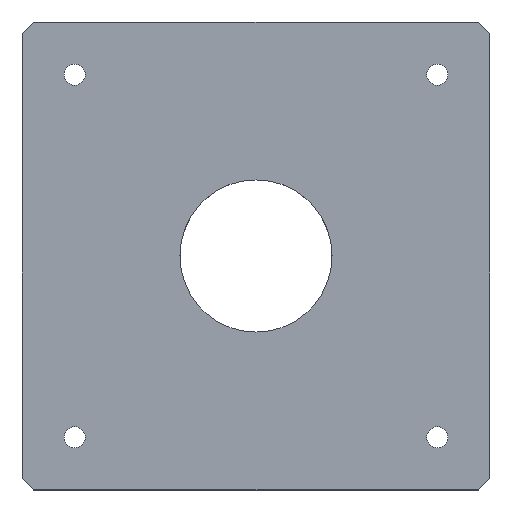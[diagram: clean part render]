
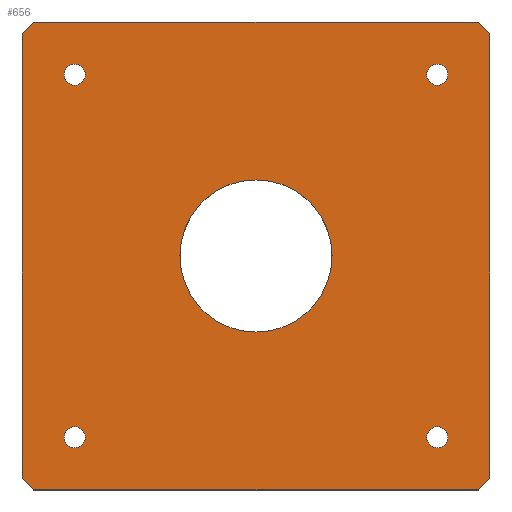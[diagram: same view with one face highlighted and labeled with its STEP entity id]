
A CAD part, top view. The second image highlights one B-rep face of the part: STEP entity #656.
In plain terms, the highlighted planar face has unit normal (0, 0, 1).
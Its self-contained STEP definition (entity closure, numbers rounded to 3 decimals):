
#63=CARTESIAN_POINT('Vertex',(-95.,100.,10.)) ;
#77=CARTESIAN_POINT('Vertex',(-100.,95.,10.)) ;
#80=CARTESIAN_POINT('Line Origine',(-97.5,97.5,10.)) ;
#108=CARTESIAN_POINT('Vertex',(-100.,-95.,10.)) ;
#111=CARTESIAN_POINT('Line Origine',(-100.,0.,10.)) ;
#139=CARTESIAN_POINT('Vertex',(-95.,-100.,10.)) ;
#142=CARTESIAN_POINT('Line Origine',(-97.5,-97.5,10.)) ;
#170=CARTESIAN_POINT('Vertex',(95.,-100.,10.)) ;
#173=CARTESIAN_POINT('Line Origine',(0.,-100.,10.)) ;
#201=CARTESIAN_POINT('Vertex',(100.,-95.,10.)) ;
#204=CARTESIAN_POINT('Line Origine',(97.5,-97.5,10.)) ;
#232=CARTESIAN_POINT('Vertex',(100.,95.,10.)) ;
#235=CARTESIAN_POINT('Line Origine',(100.,0.,10.)) ;
#263=CARTESIAN_POINT('Vertex',(95.,100.,10.)) ;
#266=CARTESIAN_POINT('Line Origine',(97.5,97.5,10.)) ;
#288=CARTESIAN_POINT('Line Origine',(0.,100.,10.)) ;
#305=CARTESIAN_POINT('Axis2P3D Location',(0.,0.,10.)) ;
#309=CARTESIAN_POINT('Vertex',(-32.5,0.,10.)) ;
#311=CARTESIAN_POINT('Vertex',(32.5,0.,10.)) ;
#340=CARTESIAN_POINT('Axis2P3D Location',(0.,0.,10.)) ;
#362=CARTESIAN_POINT('Axis2P3D Location',(77.5,-77.5,10.)) ;
#366=CARTESIAN_POINT('Vertex',(73.,-77.5,10.)) ;
#368=CARTESIAN_POINT('Vertex',(82.,-77.5,10.)) ;
#397=CARTESIAN_POINT('Axis2P3D Location',(77.5,-77.5,10.)) ;
#419=CARTESIAN_POINT('Axis2P3D Location',(77.5,77.5,10.)) ;
#423=CARTESIAN_POINT('Vertex',(73.,77.5,10.)) ;
#425=CARTESIAN_POINT('Vertex',(82.,77.5,10.)) ;
#454=CARTESIAN_POINT('Axis2P3D Location',(77.5,77.5,10.)) ;
#476=CARTESIAN_POINT('Axis2P3D Location',(-77.5,77.5,10.)) ;
#480=CARTESIAN_POINT('Vertex',(-73.,77.5,10.)) ;
#482=CARTESIAN_POINT('Vertex',(-82.,77.5,10.)) ;
#511=CARTESIAN_POINT('Axis2P3D Location',(-77.5,77.5,10.)) ;
#533=CARTESIAN_POINT('Axis2P3D Location',(-77.5,-77.5,10.)) ;
#537=CARTESIAN_POINT('Vertex',(-73.,-77.5,10.)) ;
#539=CARTESIAN_POINT('Vertex',(-82.,-77.5,10.)) ;
#568=CARTESIAN_POINT('Axis2P3D Location',(-77.5,-77.5,10.)) ;
#621=CARTESIAN_POINT('Axis2P3D Location',(0.,0.,10.)) ;
#81=DIRECTION('Vector Direction',(-0.707,-0.707,0.)) ;
#112=DIRECTION('Vector Direction',(0.,-1.,0.)) ;
#143=DIRECTION('Vector Direction',(-0.707,0.707,0.)) ;
#174=DIRECTION('Vector Direction',(-1.,0.,0.)) ;
#205=DIRECTION('Vector Direction',(-0.707,-0.707,0.)) ;
#236=DIRECTION('Vector Direction',(0.,1.,0.)) ;
#267=DIRECTION('Vector Direction',(0.707,-0.707,0.)) ;
#289=DIRECTION('Vector Direction',(1.,0.,0.)) ;
#306=DIRECTION('Axis2P3D Direction',(0.,0.,1.)) ;
#341=DIRECTION('Axis2P3D Direction',(0.,0.,1.)) ;
#363=DIRECTION('Axis2P3D Direction',(0.,0.,1.)) ;
#398=DIRECTION('Axis2P3D Direction',(0.,0.,1.)) ;
#420=DIRECTION('Axis2P3D Direction',(0.,0.,1.)) ;
#455=DIRECTION('Axis2P3D Direction',(0.,0.,1.)) ;
#477=DIRECTION('Axis2P3D Direction',(0.,0.,1.)) ;
#512=DIRECTION('Axis2P3D Direction',(0.,0.,1.)) ;
#534=DIRECTION('Axis2P3D Direction',(0.,0.,1.)) ;
#569=DIRECTION('Axis2P3D Direction',(0.,0.,1.)) ;
#622=DIRECTION('Axis2P3D Direction',(0.,0.,1.)) ;
#623=DIRECTION('Axis2P3D XDirection',(1.,0.,0.)) ;
#307=AXIS2_PLACEMENT_3D('Circle Axis2P3D',#305,#306,$) ;
#342=AXIS2_PLACEMENT_3D('Circle Axis2P3D',#340,#341,$) ;
#364=AXIS2_PLACEMENT_3D('Circle Axis2P3D',#362,#363,$) ;
#399=AXIS2_PLACEMENT_3D('Circle Axis2P3D',#397,#398,$) ;
#421=AXIS2_PLACEMENT_3D('Circle Axis2P3D',#419,#420,$) ;
#456=AXIS2_PLACEMENT_3D('Circle Axis2P3D',#454,#455,$) ;
#478=AXIS2_PLACEMENT_3D('Circle Axis2P3D',#476,#477,$) ;
#513=AXIS2_PLACEMENT_3D('Circle Axis2P3D',#511,#512,$) ;
#535=AXIS2_PLACEMENT_3D('Circle Axis2P3D',#533,#534,$) ;
#570=AXIS2_PLACEMENT_3D('Circle Axis2P3D',#568,#569,$) ;
#624=AXIS2_PLACEMENT_3D('Plane Axis2P3D',#621,#622,#623) ;
#627=ORIENTED_EDGE('',*,*,#84,.T.) ;
#628=ORIENTED_EDGE('',*,*,#115,.T.) ;
#629=ORIENTED_EDGE('',*,*,#146,.T.) ;
#630=ORIENTED_EDGE('',*,*,#177,.T.) ;
#631=ORIENTED_EDGE('',*,*,#208,.T.) ;
#632=ORIENTED_EDGE('',*,*,#239,.T.) ;
#633=ORIENTED_EDGE('',*,*,#270,.T.) ;
#634=ORIENTED_EDGE('',*,*,#292,.T.) ;
#637=ORIENTED_EDGE('',*,*,#313,.F.) ;
#638=ORIENTED_EDGE('',*,*,#344,.F.) ;
#641=ORIENTED_EDGE('',*,*,#370,.F.) ;
#642=ORIENTED_EDGE('',*,*,#401,.F.) ;
#645=ORIENTED_EDGE('',*,*,#427,.F.) ;
#646=ORIENTED_EDGE('',*,*,#458,.F.) ;
#649=ORIENTED_EDGE('',*,*,#484,.F.) ;
#650=ORIENTED_EDGE('',*,*,#515,.F.) ;
#653=ORIENTED_EDGE('',*,*,#541,.F.) ;
#654=ORIENTED_EDGE('',*,*,#572,.F.) ;
#639=FACE_BOUND('',#636,.T.) ;
#643=FACE_BOUND('',#640,.T.) ;
#647=FACE_BOUND('',#644,.T.) ;
#651=FACE_BOUND('',#648,.T.) ;
#655=FACE_BOUND('',#652,.T.) ;
#82=VECTOR('Line Direction',#81,1.) ;
#113=VECTOR('Line Direction',#112,1.) ;
#144=VECTOR('Line Direction',#143,1.) ;
#175=VECTOR('Line Direction',#174,1.) ;
#206=VECTOR('Line Direction',#205,1.) ;
#237=VECTOR('Line Direction',#236,1.) ;
#268=VECTOR('Line Direction',#267,1.) ;
#290=VECTOR('Line Direction',#289,1.) ;
#656=ADVANCED_FACE('PartBody',(#635,#639,#643,#647,#651,#655),#625,.T.) ;
#308=CIRCLE('generated circle',#307,32.5) ;
#343=CIRCLE('generated circle',#342,32.5) ;
#365=CIRCLE('generated circle',#364,4.5) ;
#400=CIRCLE('generated circle',#399,4.5) ;
#422=CIRCLE('generated circle',#421,4.5) ;
#457=CIRCLE('generated circle',#456,4.5) ;
#479=CIRCLE('generated circle',#478,4.5) ;
#514=CIRCLE('generated circle',#513,4.5) ;
#536=CIRCLE('generated circle',#535,4.5) ;
#571=CIRCLE('generated circle',#570,4.5) ;
#84=EDGE_CURVE('',#64,#78,#83,.T.) ;
#115=EDGE_CURVE('',#78,#109,#114,.T.) ;
#146=EDGE_CURVE('',#109,#140,#145,.F.) ;
#177=EDGE_CURVE('',#140,#171,#176,.F.) ;
#208=EDGE_CURVE('',#171,#202,#207,.F.) ;
#239=EDGE_CURVE('',#202,#233,#238,.T.) ;
#270=EDGE_CURVE('',#233,#264,#269,.F.) ;
#292=EDGE_CURVE('',#264,#64,#291,.F.) ;
#313=EDGE_CURVE('',#310,#312,#308,.T.) ;
#344=EDGE_CURVE('',#312,#310,#343,.T.) ;
#370=EDGE_CURVE('',#367,#369,#365,.T.) ;
#401=EDGE_CURVE('',#369,#367,#400,.T.) ;
#427=EDGE_CURVE('',#424,#426,#422,.T.) ;
#458=EDGE_CURVE('',#426,#424,#457,.T.) ;
#484=EDGE_CURVE('',#481,#483,#479,.T.) ;
#515=EDGE_CURVE('',#483,#481,#514,.T.) ;
#541=EDGE_CURVE('',#538,#540,#536,.T.) ;
#572=EDGE_CURVE('',#540,#538,#571,.T.) ;
#626=EDGE_LOOP('',(#627,#628,#629,#630,#631,#632,#633,#634)) ;
#636=EDGE_LOOP('',(#637,#638)) ;
#640=EDGE_LOOP('',(#641,#642)) ;
#644=EDGE_LOOP('',(#645,#646)) ;
#648=EDGE_LOOP('',(#649,#650)) ;
#652=EDGE_LOOP('',(#653,#654)) ;
#635=FACE_OUTER_BOUND('',#626,.T.) ;
#83=LINE('Line',#80,#82) ;
#114=LINE('Line',#111,#113) ;
#145=LINE('Line',#142,#144) ;
#176=LINE('Line',#173,#175) ;
#207=LINE('Line',#204,#206) ;
#238=LINE('Line',#235,#237) ;
#269=LINE('Line',#266,#268) ;
#291=LINE('Line',#288,#290) ;
#625=PLANE('',#624) ;
#64=VERTEX_POINT('',#63) ;
#78=VERTEX_POINT('',#77) ;
#109=VERTEX_POINT('',#108) ;
#140=VERTEX_POINT('',#139) ;
#171=VERTEX_POINT('',#170) ;
#202=VERTEX_POINT('',#201) ;
#233=VERTEX_POINT('',#232) ;
#264=VERTEX_POINT('',#263) ;
#310=VERTEX_POINT('',#309) ;
#312=VERTEX_POINT('',#311) ;
#367=VERTEX_POINT('',#366) ;
#369=VERTEX_POINT('',#368) ;
#424=VERTEX_POINT('',#423) ;
#426=VERTEX_POINT('',#425) ;
#481=VERTEX_POINT('',#480) ;
#483=VERTEX_POINT('',#482) ;
#538=VERTEX_POINT('',#537) ;
#540=VERTEX_POINT('',#539) ;
